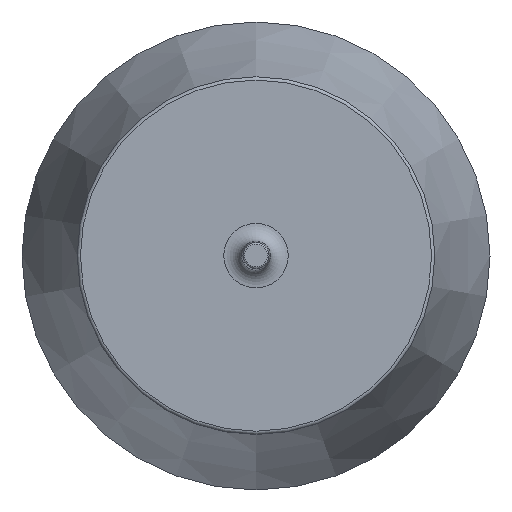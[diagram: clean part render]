
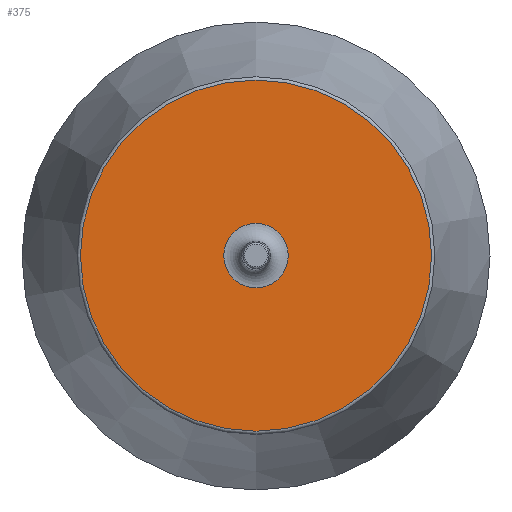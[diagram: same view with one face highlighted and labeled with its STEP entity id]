
A CAD part, top view. The second image highlights one B-rep face of the part: STEP entity #375.
In plain terms, the highlighted planar face has unit normal (0, 0, 1).
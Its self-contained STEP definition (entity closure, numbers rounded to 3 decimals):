
#35=FACE_BOUND('',#87,.T.);
#58=FACE_OUTER_BOUND('',#86,.T.);
#86=EDGE_LOOP('',(#332));
#87=EDGE_LOOP('',(#333));
#150=CIRCLE('',#450,47.281);
#152=CIRCLE('',#453,8.682);
#185=VERTEX_POINT('',#818);
#186=VERTEX_POINT('',#822);
#234=EDGE_CURVE('',#185,#185,#150,.T.);
#236=EDGE_CURVE('',#186,#186,#152,.T.);
#332=ORIENTED_EDGE('',*,*,#234,.T.);
#333=ORIENTED_EDGE('',*,*,#236,.F.);
#352=PLANE('',#452);
#375=ADVANCED_FACE('',(#58,#35),#352,.T.);
#450=AXIS2_PLACEMENT_3D('',#819,#572,#573);
#452=AXIS2_PLACEMENT_3D('',#821,#576,#577);
#453=AXIS2_PLACEMENT_3D('',#823,#578,#579);
#572=DIRECTION('center_axis',(0.,0.,1.));
#573=DIRECTION('ref_axis',(1.,0.,0.));
#576=DIRECTION('center_axis',(0.,0.,1.));
#577=DIRECTION('ref_axis',(1.,0.,0.));
#578=DIRECTION('center_axis',(0.,0.,1.));
#579=DIRECTION('ref_axis',(1.,0.,0.));
#818=CARTESIAN_POINT('',(-47.281,0.,348.434));
#819=CARTESIAN_POINT('Origin',(0.,0.,348.434));
#821=CARTESIAN_POINT('Origin',(0.,-8.682,348.434));
#822=CARTESIAN_POINT('',(-8.682,0.,348.434));
#823=CARTESIAN_POINT('Origin',(0.,0.,348.434));
